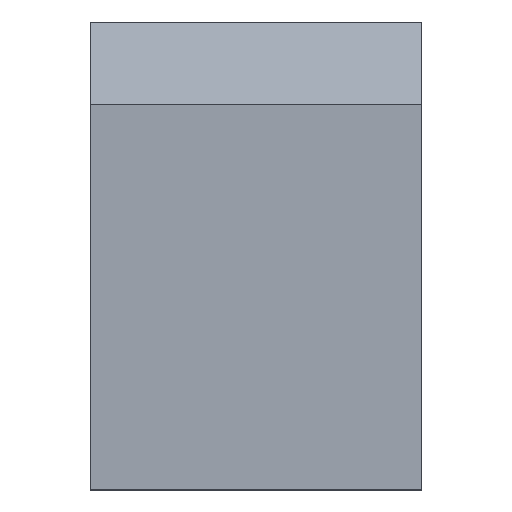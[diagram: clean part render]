
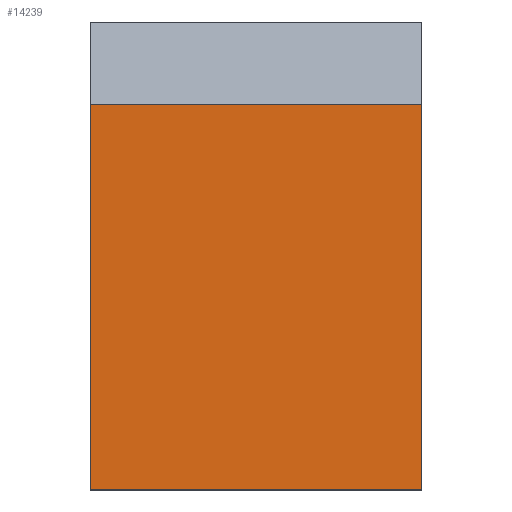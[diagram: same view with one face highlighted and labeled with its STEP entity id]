
A CAD part, front view. The second image highlights one B-rep face of the part: STEP entity #14239.
In plain terms, the highlighted planar face has unit normal (0, -1, 0).
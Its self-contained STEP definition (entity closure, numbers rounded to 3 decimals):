
#3202=FACE_OUTER_BOUND('',#4043,.T.);
#4043=EDGE_LOOP('',(#13151,#13152,#13153,#13154));
#4595=LINE('',#50839,#5170);
#4596=LINE('',#50841,#5171);
#4597=LINE('',#50843,#5172);
#4598=LINE('',#50844,#5173);
#5170=VECTOR('',#18637,10.);
#5171=VECTOR('',#18638,10.);
#5172=VECTOR('',#18639,10.);
#5173=VECTOR('',#18640,10.);
#6637=VERTEX_POINT('',#50837);
#6638=VERTEX_POINT('',#50838);
#6639=VERTEX_POINT('',#50840);
#6640=VERTEX_POINT('',#50842);
#8819=EDGE_CURVE('',#6637,#6638,#4595,.F.);
#8820=EDGE_CURVE('',#6639,#6638,#4596,.T.);
#8821=EDGE_CURVE('',#6640,#6639,#4597,.T.);
#8822=EDGE_CURVE('',#6637,#6640,#4598,.T.);
#13151=ORIENTED_EDGE('',*,*,#8819,.T.);
#13152=ORIENTED_EDGE('',*,*,#8820,.F.);
#13153=ORIENTED_EDGE('',*,*,#8821,.F.);
#13154=ORIENTED_EDGE('',*,*,#8822,.F.);
#13438=PLANE('',#15618);
#14239=ADVANCED_FACE('',(#3202),#13438,.F.);
#15618=AXIS2_PLACEMENT_3D('',#50836,#18635,#18636);
#18635=DIRECTION('center_axis',(0.,1.,0.));
#18636=DIRECTION('ref_axis',(-1.,0.,0.));
#18637=DIRECTION('',(0.,0.,1.));
#18638=DIRECTION('',(-1.,0.,0.));
#18639=DIRECTION('',(0.,0.,-1.));
#18640=DIRECTION('',(1.,0.,0.));
#50836=CARTESIAN_POINT('Origin',(0.013,-37.782,-12.708));
#50837=CARTESIAN_POINT('',(-7.809,-37.782,-4.631));
#50838=CARTESIAN_POINT('',(-7.809,-37.782,-22.84));
#50839=CARTESIAN_POINT('',(-7.809,-37.782,-9.423));
#50840=CARTESIAN_POINT('',(7.834,-37.782,-22.84));
#50841=CARTESIAN_POINT('',(0.013,-37.782,-22.84));
#50842=CARTESIAN_POINT('',(7.834,-37.782,-4.631));
#50843=CARTESIAN_POINT('',(7.834,-37.782,-9.422));
#50844=CARTESIAN_POINT('',(-0.011,-37.782,-4.631));
